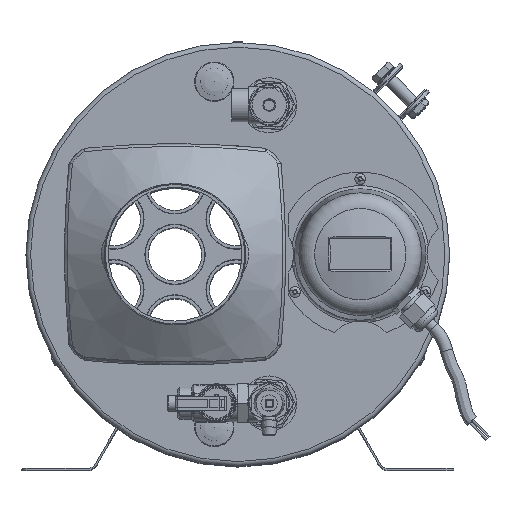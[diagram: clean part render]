
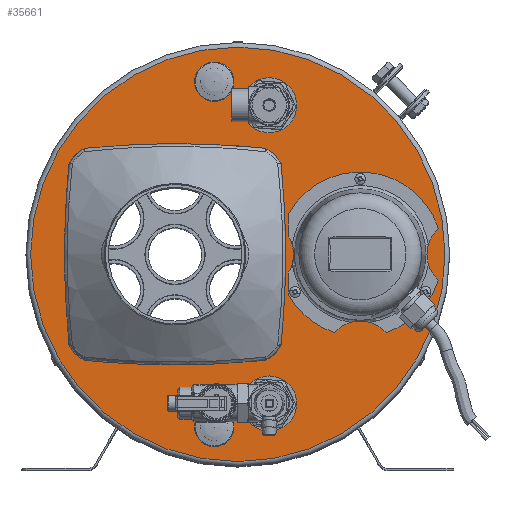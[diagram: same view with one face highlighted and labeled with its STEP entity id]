
A CAD part, top view. The second image highlights one B-rep face of the part: STEP entity #35661.
In plain terms, the highlighted face is planar.
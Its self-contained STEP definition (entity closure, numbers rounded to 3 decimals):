
#3088=FACE_BOUND('',#6243,.T.);
#3089=FACE_BOUND('',#6244,.T.);
#3090=FACE_BOUND('',#6245,.T.);
#3091=FACE_BOUND('',#6246,.T.);
#3092=FACE_BOUND('',#6247,.T.);
#3093=FACE_BOUND('',#6248,.T.);
#4028=FACE_OUTER_BOUND('',#6242,.T.);
#6242=EDGE_LOOP('',(#27143));
#6243=EDGE_LOOP('',(#27144,#27145,#27146,#27147,#27148,#27149,#27150,#27151,
#27152,#27153));
#6244=EDGE_LOOP('',(#27154));
#6245=EDGE_LOOP('',(#27155));
#6246=EDGE_LOOP('',(#27156));
#6247=EDGE_LOOP('',(#27157));
#6248=EDGE_LOOP('',(#27158));
#8208=CIRCLE('',#38282,132.);
#8209=CIRCLE('',#38283,590.602);
#8210=CIRCLE('',#38284,1.8);
#8211=CIRCLE('',#38285,20.809);
#8212=CIRCLE('',#38286,1.8);
#8213=CIRCLE('',#38287,590.602);
#8214=CIRCLE('',#38288,20.909);
#8215=CIRCLE('',#38289,590.702);
#8216=CIRCLE('',#38290,20.909);
#8217=CIRCLE('',#38291,590.702);
#8218=CIRCLE('',#38292,20.909);
#8219=CIRCLE('',#38293,8.5);
#8220=CIRCLE('',#38294,8.5);
#8221=CIRCLE('',#38295,40.5);
#8222=CIRCLE('',#38296,12.);
#8223=CIRCLE('',#38297,12.);
#15641=VERTEX_POINT('',#115223);
#15642=VERTEX_POINT('',#115225);
#15643=VERTEX_POINT('',#115226);
#15644=VERTEX_POINT('',#115228);
#15645=VERTEX_POINT('',#115230);
#15646=VERTEX_POINT('',#115232);
#15647=VERTEX_POINT('',#115234);
#15648=VERTEX_POINT('',#115236);
#15649=VERTEX_POINT('',#115238);
#15650=VERTEX_POINT('',#115240);
#15651=VERTEX_POINT('',#115242);
#15652=VERTEX_POINT('',#115245);
#15653=VERTEX_POINT('',#115247);
#15654=VERTEX_POINT('',#115249);
#15655=VERTEX_POINT('',#115251);
#15656=VERTEX_POINT('',#115253);
#19840=EDGE_CURVE('',#15641,#15641,#8208,.T.);
#19841=EDGE_CURVE('',#15642,#15643,#8209,.T.);
#19842=EDGE_CURVE('',#15644,#15642,#8210,.T.);
#19843=EDGE_CURVE('',#15645,#15644,#8211,.T.);
#19844=EDGE_CURVE('',#15646,#15645,#8212,.T.);
#19845=EDGE_CURVE('',#15647,#15646,#8213,.T.);
#19846=EDGE_CURVE('',#15648,#15647,#8214,.T.);
#19847=EDGE_CURVE('',#15649,#15648,#8215,.T.);
#19848=EDGE_CURVE('',#15650,#15649,#8216,.T.);
#19849=EDGE_CURVE('',#15651,#15650,#8217,.T.);
#19850=EDGE_CURVE('',#15643,#15651,#8218,.T.);
#19851=EDGE_CURVE('',#15652,#15652,#8219,.T.);
#19852=EDGE_CURVE('',#15653,#15653,#8220,.T.);
#19853=EDGE_CURVE('',#15654,#15654,#8221,.T.);
#19854=EDGE_CURVE('',#15655,#15655,#8222,.T.);
#19855=EDGE_CURVE('',#15656,#15656,#8223,.T.);
#27143=ORIENTED_EDGE('',*,*,#19840,.T.);
#27144=ORIENTED_EDGE('',*,*,#19841,.F.);
#27145=ORIENTED_EDGE('',*,*,#19842,.F.);
#27146=ORIENTED_EDGE('',*,*,#19843,.F.);
#27147=ORIENTED_EDGE('',*,*,#19844,.F.);
#27148=ORIENTED_EDGE('',*,*,#19845,.F.);
#27149=ORIENTED_EDGE('',*,*,#19846,.F.);
#27150=ORIENTED_EDGE('',*,*,#19847,.F.);
#27151=ORIENTED_EDGE('',*,*,#19848,.F.);
#27152=ORIENTED_EDGE('',*,*,#19849,.F.);
#27153=ORIENTED_EDGE('',*,*,#19850,.F.);
#27154=ORIENTED_EDGE('',*,*,#19851,.F.);
#27155=ORIENTED_EDGE('',*,*,#19852,.F.);
#27156=ORIENTED_EDGE('',*,*,#19853,.F.);
#27157=ORIENTED_EDGE('',*,*,#19854,.F.);
#27158=ORIENTED_EDGE('',*,*,#19855,.F.);
#34191=PLANE('',#38281);
#35661=ADVANCED_FACE('',(#4028,#3088,#3089,#3090,#3091,#3092,#3093),#34191,
 .T.);
#38281=AXIS2_PLACEMENT_3D('',#115222,#43179,#43180);
#38282=AXIS2_PLACEMENT_3D('',#115224,#43181,#43182);
#38283=AXIS2_PLACEMENT_3D('',#115227,#43183,#43184);
#38284=AXIS2_PLACEMENT_3D('',#115229,#43185,#43186);
#38285=AXIS2_PLACEMENT_3D('',#115231,#43187,#43188);
#38286=AXIS2_PLACEMENT_3D('',#115233,#43189,#43190);
#38287=AXIS2_PLACEMENT_3D('',#115235,#43191,#43192);
#38288=AXIS2_PLACEMENT_3D('',#115237,#43193,#43194);
#38289=AXIS2_PLACEMENT_3D('',#115239,#43195,#43196);
#38290=AXIS2_PLACEMENT_3D('',#115241,#43197,#43198);
#38291=AXIS2_PLACEMENT_3D('',#115243,#43199,#43200);
#38292=AXIS2_PLACEMENT_3D('',#115244,#43201,#43202);
#38293=AXIS2_PLACEMENT_3D('',#115246,#43203,#43204);
#38294=AXIS2_PLACEMENT_3D('',#115248,#43205,#43206);
#38295=AXIS2_PLACEMENT_3D('',#115250,#43207,#43208);
#38296=AXIS2_PLACEMENT_3D('',#115252,#43209,#43210);
#38297=AXIS2_PLACEMENT_3D('',#115254,#43211,#43212);
#43179=DIRECTION('center_axis',(0.,1.,0.));
#43180=DIRECTION('ref_axis',(-1.,0.,0.));
#43181=DIRECTION('center_axis',(0.,1.,0.));
#43182=DIRECTION('ref_axis',(-1.,0.,0.));
#43183=DIRECTION('center_axis',(0.,1.,0.));
#43184=DIRECTION('ref_axis',(-1.,0.,0.));
#43185=DIRECTION('center_axis',(0.,1.,0.));
#43186=DIRECTION('ref_axis',(-1.,0.,0.));
#43187=DIRECTION('center_axis',(0.,1.,0.));
#43188=DIRECTION('ref_axis',(-1.,0.,0.));
#43189=DIRECTION('center_axis',(0.,1.,0.));
#43190=DIRECTION('ref_axis',(-1.,0.,0.));
#43191=DIRECTION('center_axis',(0.,1.,0.));
#43192=DIRECTION('ref_axis',(-1.,0.,0.));
#43193=DIRECTION('center_axis',(0.,1.,0.));
#43194=DIRECTION('ref_axis',(-1.,0.,0.));
#43195=DIRECTION('center_axis',(0.,1.,0.));
#43196=DIRECTION('ref_axis',(-1.,0.,0.));
#43197=DIRECTION('center_axis',(0.,1.,0.));
#43198=DIRECTION('ref_axis',(-1.,0.,0.));
#43199=DIRECTION('center_axis',(0.,1.,0.));
#43200=DIRECTION('ref_axis',(-1.,0.,0.));
#43201=DIRECTION('center_axis',(0.,1.,0.));
#43202=DIRECTION('ref_axis',(-1.,0.,0.));
#43203=DIRECTION('center_axis',(0.,1.,0.));
#43204=DIRECTION('ref_axis',(0.,0.,1.));
#43205=DIRECTION('center_axis',(0.,1.,0.));
#43206=DIRECTION('ref_axis',(0.,0.,1.));
#43207=DIRECTION('center_axis',(0.,1.,0.));
#43208=DIRECTION('ref_axis',(0.,0.,1.));
#43209=DIRECTION('center_axis',(0.,1.,0.));
#43210=DIRECTION('ref_axis',(0.,0.,1.));
#43211=DIRECTION('center_axis',(0.,1.,0.));
#43212=DIRECTION('ref_axis',(0.,0.,1.));
#115222=CARTESIAN_POINT('Origin',(0.,25.,0.));
#115223=CARTESIAN_POINT('',(132.,25.,0.));
#115224=CARTESIAN_POINT('Origin',(0.,25.,0.));
#115225=CARTESIAN_POINT('',(26.46,25.,56.822));
#115226=CARTESIAN_POINT('',(26.4,25.,-57.437));
#115227=CARTESIAN_POINT('Origin',(-561.402,25.,0.));
#115228=CARTESIAN_POINT('',(26.263,25.,57.484));
#115229=CARTESIAN_POINT('Origin',(24.669,25.,56.649));
#115230=CARTESIAN_POINT('',(17.484,25.,66.263));
#115231=CARTESIAN_POINT('Origin',(7.829,25.,47.829));
#115232=CARTESIAN_POINT('',(16.822,25.,66.46));
#115233=CARTESIAN_POINT('Origin',(16.649,25.,64.669));
#115234=CARTESIAN_POINT('',(-97.437,25.,66.4));
#115235=CARTESIAN_POINT('Origin',(-40.,25.,-521.402));
#115236=CARTESIAN_POINT('',(-106.525,25.,57.193));
#115237=CARTESIAN_POINT('Origin',(-87.829,25.,47.829));
#115238=CARTESIAN_POINT('',(-106.525,25.,-57.193));
#115239=CARTESIAN_POINT('Origin',(481.402,25.,0.));
#115240=CARTESIAN_POINT('',(-97.193,25.,-66.525));
#115241=CARTESIAN_POINT('Origin',(-87.829,25.,-47.829));
#115242=CARTESIAN_POINT('',(17.193,25.,-66.525));
#115243=CARTESIAN_POINT('Origin',(-40.,25.,521.402));
#115244=CARTESIAN_POINT('Origin',(7.829,25.,-47.829));
#115245=CARTESIAN_POINT('',(-15.,25.,-118.5));
#115246=CARTESIAN_POINT('Origin',(-15.,25.,-110.));
#115247=CARTESIAN_POINT('',(-15.,25.,101.5));
#115248=CARTESIAN_POINT('Origin',(-15.,25.,110.));
#115249=CARTESIAN_POINT('',(78.,25.,-40.5));
#115250=CARTESIAN_POINT('Origin',(78.,25.,0.));
#115251=CARTESIAN_POINT('',(20.,25.,-107.));
#115252=CARTESIAN_POINT('Origin',(20.,25.,-95.));
#115253=CARTESIAN_POINT('',(20.,25.,83.));
#115254=CARTESIAN_POINT('Origin',(20.,25.,95.));
